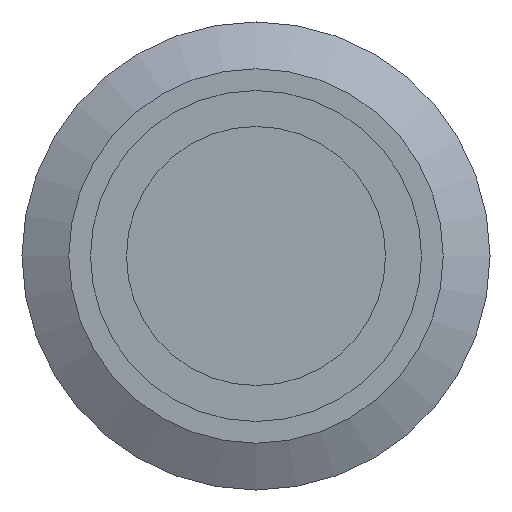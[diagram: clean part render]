
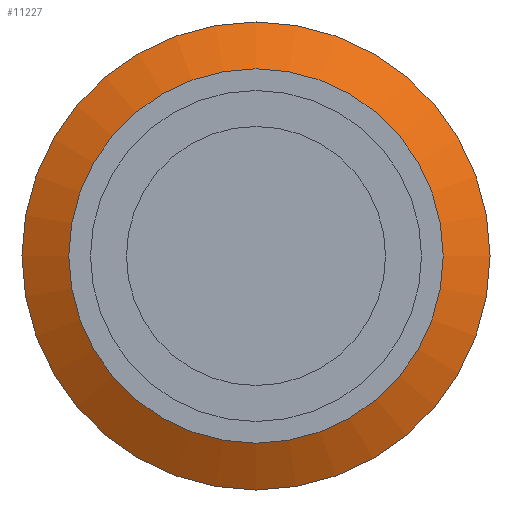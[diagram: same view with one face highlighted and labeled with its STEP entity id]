
A CAD part, left-side view. The second image highlights one B-rep face of the part: STEP entity #11227.
In plain terms, the highlighted conical face has half-angle 61.821 degrees and reference radius 12.6 mm.
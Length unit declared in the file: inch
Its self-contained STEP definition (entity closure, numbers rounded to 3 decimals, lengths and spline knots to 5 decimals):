
#11200=CARTESIAN_POINT('',(-0.04921,0.0,0.0));
#11201=DIRECTION('',(1.0,0.0,0.0));
#11202=DIRECTION('',(0.0,0.0,1.0));
#11203=AXIS2_PLACEMENT_3D('',#11200,#11201,#11202);
#11204=CONICAL_SURFACE('',#11203,0.49606,61.821);
#11205=CARTESIAN_POINT('',(-0.07874,0.0,0.44094));
#11206=VERTEX_POINT('',#11205);
#11207=CARTESIAN_POINT('',(-0.07874,0.0,0.0));
#11208=DIRECTION('',(-1.0,0.0,0.0));
#11209=DIRECTION('',(0.0,0.0,1.0));
#11210=AXIS2_PLACEMENT_3D('',#11207,#11208,#11209);
#11211=CIRCLE('',#11210,0.44094);
#11212=EDGE_CURVE('',#11206,#11206,#11211,.T.);
#11213=ORIENTED_EDGE('',*,*,#11212,.F.);
#11214=EDGE_LOOP('',(#11213));
#11215=FACE_OUTER_BOUND('',#11214,.T.);
#11216=CARTESIAN_POINT('',(-0.01969,0.55118,0.));
#11217=VERTEX_POINT('',#11216);
#11218=CARTESIAN_POINT('',(-0.01969,0.0,0.0));
#11219=DIRECTION('',(1.0,0.0,0.0));
#11220=DIRECTION('',(0.0,-1.0,0.0));
#11221=AXIS2_PLACEMENT_3D('',#11218,#11219,#11220);
#11222=CIRCLE('',#11221,0.55118);
#11223=EDGE_CURVE('',#11217,#11217,#11222,.T.);
#11224=ORIENTED_EDGE('',*,*,#11223,.F.);
#11225=EDGE_LOOP('',(#11224));
#11226=FACE_BOUND('',#11225,.T.);
#11227=ADVANCED_FACE('',(#11215,#11226),#11204,.T.);
